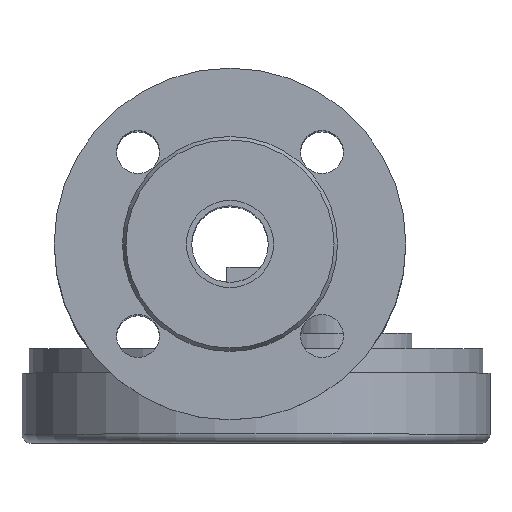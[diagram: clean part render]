
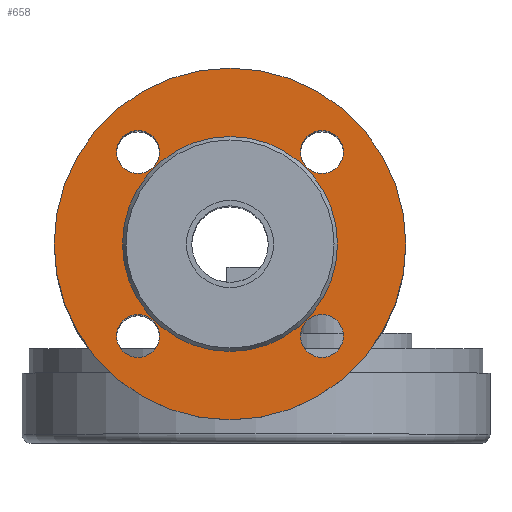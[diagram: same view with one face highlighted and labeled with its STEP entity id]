
A CAD part, top view. The second image highlights one B-rep face of the part: STEP entity #658.
In plain terms, the highlighted face is planar.
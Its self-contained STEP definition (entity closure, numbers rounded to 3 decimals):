
#658 = ADVANCED_FACE( '', ( #1413, #1414, #1415, #1416, #1417, #1418 ), #1419, .F. );
#1413 = FACE_OUTER_BOUND( '', #2400, .T. );
#1414 = FACE_BOUND( '', #2401, .T. );
#1415 = FACE_BOUND( '', #2402, .T. );
#1416 = FACE_BOUND( '', #2403, .T. );
#1417 = FACE_BOUND( '', #2404, .T. );
#1418 = FACE_BOUND( '', #2405, .T. );
#1419 = PLANE( '', #2406 );
#2400 = EDGE_LOOP( '', ( #3873 ) );
#2401 = EDGE_LOOP( '', ( #3874 ) );
#2402 = EDGE_LOOP( '', ( #3875 ) );
#2403 = EDGE_LOOP( '', ( #3876 ) );
#2404 = EDGE_LOOP( '', ( #3877 ) );
#2405 = EDGE_LOOP( '', ( #3878 ) );
#2406 = AXIS2_PLACEMENT_3D( '', #3879, #3880, #3881 );
#3873 = ORIENTED_EDGE( '', *, *, #6233, .F. );
#3874 = ORIENTED_EDGE( '', *, *, #6234, .F. );
#3875 = ORIENTED_EDGE( '', *, *, #5887, .F. );
#3876 = ORIENTED_EDGE( '', *, *, #6235, .T. );
#3877 = ORIENTED_EDGE( '', *, *, #5930, .F. );
#3878 = ORIENTED_EDGE( '', *, *, #6236, .F. );
#3879 = CARTESIAN_POINT( '', ( 35.155, 0., 2. ) );
#3880 = DIRECTION( '', ( 0., 0., 1. ) );
#3881 = DIRECTION( '', ( 1., 0., 0. ) );
#5887 = EDGE_CURVE( '', #6838, #6838, #6839, .F. );
#5930 = EDGE_CURVE( '', #6913, #6913, #6914, .F. );
#6233 = EDGE_CURVE( '', #7421, #7421, #7422, .T. );
#6234 = EDGE_CURVE( '', #7423, #7423, #7424, .F. );
#6235 = EDGE_CURVE( '', #7425, #7425, #7426, .T. );
#6236 = EDGE_CURVE( '', #7427, #7427, #7428, .F. );
#6838 = VERTEX_POINT( '', #8234 );
#6839 = CIRCLE( '', #8235, 7. );
#6913 = VERTEX_POINT( '', #8391 );
#6914 = CIRCLE( '', #8392, 7. );
#7421 = VERTEX_POINT( '', #9309 );
#7422 = CIRCLE( '', #9310, 57.5 );
#7423 = VERTEX_POINT( '', #9311 );
#7424 = CIRCLE( '', #9312, 7. );
#7425 = VERTEX_POINT( '', #9313 );
#7426 = CIRCLE( '', #9314, 35.155 );
#7427 = VERTEX_POINT( '', #9315 );
#7428 = CIRCLE( '', #9316, 7. );
#8234 = CARTESIAN_POINT( '', ( -23.052, 30.052, 2. ) );
#8235 = AXIS2_PLACEMENT_3D( '', #10968, #10969, #10970 );
#8391 = CARTESIAN_POINT( '', ( -23.052, -30.052, 2. ) );
#8392 = AXIS2_PLACEMENT_3D( '', #11008, #11009, #11010 );
#9309 = CARTESIAN_POINT( '', ( 57.5, 0., 2. ) );
#9310 = AXIS2_PLACEMENT_3D( '', #11281, #11282, #11283 );
#9311 = CARTESIAN_POINT( '', ( 37.052, -30.052, 2. ) );
#9312 = AXIS2_PLACEMENT_3D( '', #11284, #11285, #11286 );
#9313 = CARTESIAN_POINT( '', ( 35.155, 0., 2. ) );
#9314 = AXIS2_PLACEMENT_3D( '', #11287, #11288, #11289 );
#9315 = CARTESIAN_POINT( '', ( 37.052, 30.052, 2. ) );
#9316 = AXIS2_PLACEMENT_3D( '', #11290, #11291, #11292 );
#10968 = CARTESIAN_POINT( '', ( -30.052, 30.052, 2. ) );
#10969 = DIRECTION( '', ( 0., 0., 1. ) );
#10970 = DIRECTION( '', ( 1., 0., 0. ) );
#11008 = CARTESIAN_POINT( '', ( -30.052, -30.052, 2. ) );
#11009 = DIRECTION( '', ( 0., 0., 1. ) );
#11010 = DIRECTION( '', ( 1., 0., 0. ) );
#11281 = CARTESIAN_POINT( '', ( 0., 0., 2. ) );
#11282 = DIRECTION( '', ( 0., 0., 1. ) );
#11283 = DIRECTION( '', ( 1., 0., 0. ) );
#11284 = CARTESIAN_POINT( '', ( 30.052, -30.052, 2. ) );
#11285 = DIRECTION( '', ( 0., 0., 1. ) );
#11286 = DIRECTION( '', ( 1., 0., 0. ) );
#11287 = CARTESIAN_POINT( '', ( 0., 0., 2. ) );
#11288 = DIRECTION( '', ( 0., 0., 1. ) );
#11289 = DIRECTION( '', ( 1., 0., 0. ) );
#11290 = CARTESIAN_POINT( '', ( 30.052, 30.052, 2. ) );
#11291 = DIRECTION( '', ( 0., 0., 1. ) );
#11292 = DIRECTION( '', ( 1., 0., 0. ) );
